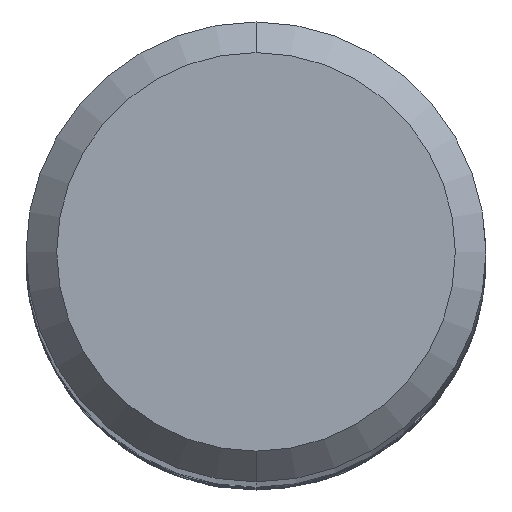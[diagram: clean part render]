
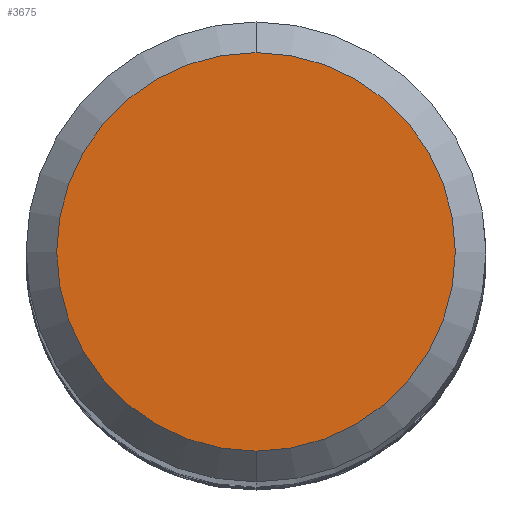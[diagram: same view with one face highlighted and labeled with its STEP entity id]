
A CAD part, top view. The second image highlights one B-rep face of the part: STEP entity #3675.
In plain terms, the highlighted planar face has unit normal (0, 0, 1).
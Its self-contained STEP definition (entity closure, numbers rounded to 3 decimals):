
#2197=EDGE_CURVE('',#2641,#2901,#4804,.T.);
#2481=EDGE_CURVE('',#2901,#2641,#5113,.T.);
#2641=VERTEX_POINT('',#5282);
#2901=VERTEX_POINT('',#5562);
#3675=ADVANCED_FACE('',(#6413),#6414,.T.);
#4804=CIRCLE('',#15438,2.6);
#5113=CIRCLE('',#17506,2.6);
#5282=CARTESIAN_POINT('',(0.0,2.6,0.0));
#5562=CARTESIAN_POINT('',(0.,-2.6,0.0));
#6413=FACE_OUTER_BOUND('',#28706,.T.);
#6414=PLANE('',#28707);
#15438=AXIS2_PLACEMENT_3D('',#31284,#31285,#31286);
#17506=AXIS2_PLACEMENT_3D('',#31632,#31633,#31634);
#28706=EDGE_LOOP('',(#33017,#33018));
#28707=AXIS2_PLACEMENT_3D('',#33019,#33020,#33021);
#31284=CARTESIAN_POINT('',(0.0,0.0,0.0));
#31285=DIRECTION('',(0.0,0.0,-1.0));
#31286=DIRECTION('',(0.0,1.0,0.0));
#31632=CARTESIAN_POINT('',(0.0,0.0,0.0));
#31633=DIRECTION('',(0.0,0.0,-1.0));
#31634=DIRECTION('',(0.0,1.0,0.0));
#33017=ORIENTED_EDGE('',*,*,#2197,.F.);
#33018=ORIENTED_EDGE('',*,*,#2481,.F.);
#33019=CARTESIAN_POINT('',(0.0,1.3,0.0));
#33020=DIRECTION('',(-0.0,0.0,1.0));
#33021=DIRECTION('',(0.0,-1.0,0.0));
